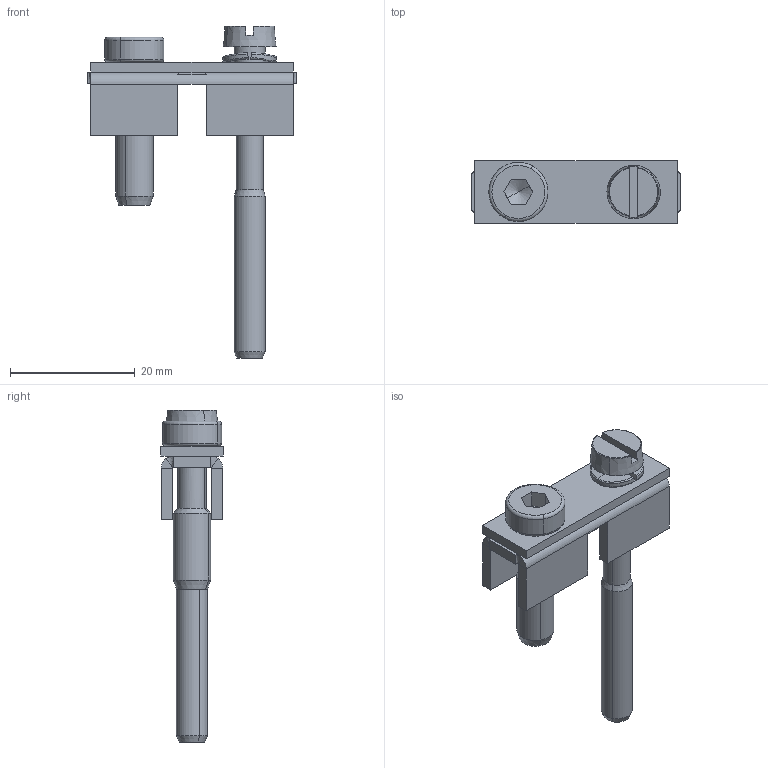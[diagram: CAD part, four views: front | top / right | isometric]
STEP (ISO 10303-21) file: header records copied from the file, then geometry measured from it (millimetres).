
FILE_DESCRIPTION(('CATIA V5R20 STEP214','CAx-IF Rec.Pracs.--- Model Styling and Organization---1.5--- 2016-08-15','CAx-IF Rec.Pracs.---Supplemental Geometry---1.0---2011-11-01','CAx-IF Rec.Pracs.--- Composite Materials ---1.1---2010-07-15'),'2;1');
FILE_NAME ('060494-12_2', '2024-11-11T09:23:10+00:00', ('Weidmueller Interface'), ('Weidmueller'), 'CATIA Version 5-6 Release 2022 SP4 HF5', 'CATIA V5 STEP AP214 v3', 'none');
FILE_SCHEMA(('AUTOMOTIVE_DESIGN { 1 0 10303 214 1 1 1 1 }'));
Length unit declared in the file: millimetre
Products named in the file (1): 9201610000
Bounding box: 33.5 x 10 x 53.3 mm (x, y, z)
Volume: 3629.1 mm3; surface area: 3668 mm2
Topology: 1 solids, 1 shells, 134 faces, 355 edges, 226 vertices
Faces by surface type: plane 58, cylinder 38, torus 14, cone 12, bspline 10, sphere 2
Entity records: 4754 total; most frequent: CARTESIAN_POINT 1828, ORIENTED_EDGE 706, DIRECTION 417, EDGE_CURVE 353, VERTEX_POINT 226, VECTOR 174, LINE 174, AXIS2_PLACEMENT_3D 163
